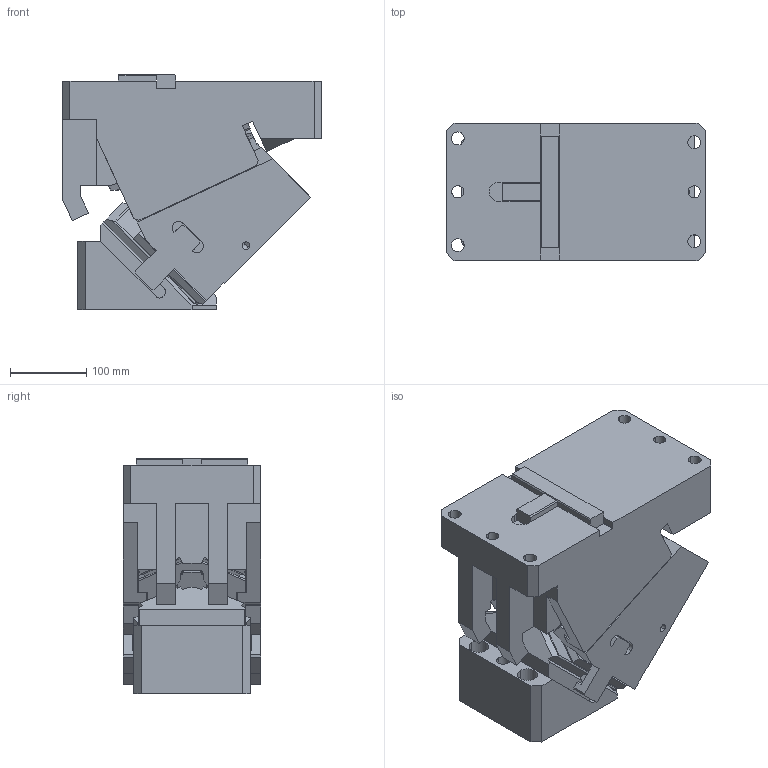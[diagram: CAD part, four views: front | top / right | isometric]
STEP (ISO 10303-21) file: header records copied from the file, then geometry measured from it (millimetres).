
FILE_DESCRIPTION(('CATIA V5 STEP Exchange'),'2;1');
FILE_NAME('CACV_F_180_45.stp','2015-04-27T06:53:21+00:00',('none'),('none'),'CATIA Version 5 Release 19 SP 2 (IN-10)','CATIA V5 STEP AP203','none');
FILE_SCHEMA(('CONFIG_CONTROL_DESIGN'));
Length unit declared in the file: millimetre
Products named in the file (1): CACV_F_180_45
Bounding box: 340 x 180 x 309 mm (x, y, z)
Volume: 12420923.8 mm3; surface area: 709296.1 mm2
Topology: 3 solids, 5 shells, 525 faces, 1467 edges, 954 vertices
Faces by surface type: plane 369, cylinder 148, cone 8
Entity records: 17168 total; most frequent: CARTESIAN_POINT 4216, ORIENTED_EDGE 2922, DIRECTION 2221, EDGE_CURVE 1461, VECTOR 1118, LINE 1118, VERTEX_POINT 954, AXIS2_PLACEMENT_3D 653
